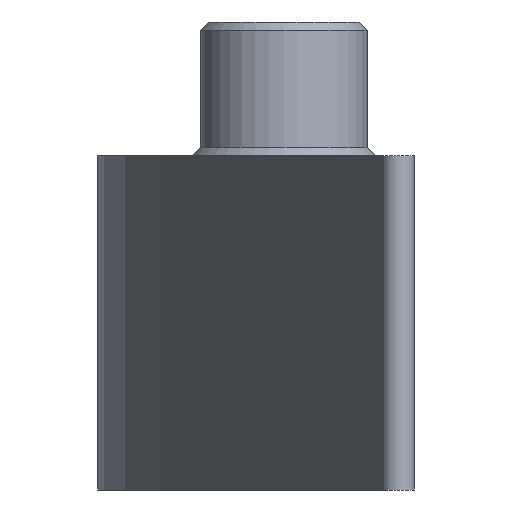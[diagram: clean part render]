
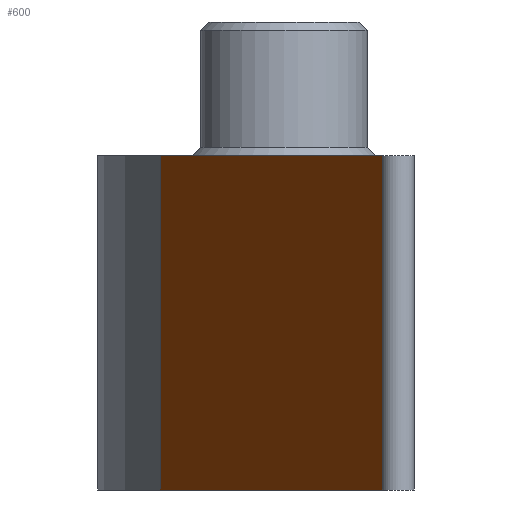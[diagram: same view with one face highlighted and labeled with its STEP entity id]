
A CAD part, left-side view. The second image highlights one B-rep face of the part: STEP entity #600.
In plain terms, the highlighted planar face has unit normal (-0.423, 0.906, 0).
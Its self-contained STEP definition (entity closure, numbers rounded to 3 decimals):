
#23=PLANE('',#688);
#68=FACE_OUTER_BOUND('',#108,.T.);
#108=EDGE_LOOP('',(#511,#512,#513,#514));
#131=LINE('',#948,#179);
#140=LINE('',#994,#188);
#156=LINE('',#1049,#204);
#158=LINE('',#1053,#206);
#179=VECTOR('',#749,10.);
#188=VECTOR('',#796,10.);
#204=VECTOR('',#854,20.);
#206=VECTOR('',#860,10.);
#275=VERTEX_POINT('',#945);
#276=VERTEX_POINT('',#947);
#293=VERTEX_POINT('',#991);
#294=VERTEX_POINT('',#993);
#334=EDGE_CURVE('',#275,#276,#131,.T.);
#356=EDGE_CURVE('',#294,#293,#140,.T.);
#384=EDGE_CURVE('',#294,#275,#156,.T.);
#386=EDGE_CURVE('',#276,#293,#158,.T.);
#511=ORIENTED_EDGE('',*,*,#384,.F.);
#512=ORIENTED_EDGE('',*,*,#356,.T.);
#513=ORIENTED_EDGE('',*,*,#386,.F.);
#514=ORIENTED_EDGE('',*,*,#334,.F.);
#600=ADVANCED_FACE('',(#68),#23,.T.);
#688=AXIS2_PLACEMENT_3D('',#1052,#858,#859);
#749=DIRECTION('',(-0.906,-0.423,0.));
#796=DIRECTION('',(-0.906,-0.423,0.));
#854=DIRECTION('',(0.,0.,1.));
#858=DIRECTION('center_axis',(-0.423,0.906,0.));
#859=DIRECTION('ref_axis',(-0.906,-0.423,0.));
#860=DIRECTION('',(0.,0.,-1.));
#945=CARTESIAN_POINT('',(-15.54,6.776,10.));
#947=CARTESIAN_POINT('',(-29.795,0.128,10.));
#948=CARTESIAN_POINT('',(-9.,9.825,10.));
#991=CARTESIAN_POINT('',(-29.795,0.128,0.));
#993=CARTESIAN_POINT('',(-15.54,6.776,0.));
#994=CARTESIAN_POINT('',(-9.,9.825,0.));
#1049=CARTESIAN_POINT('',(-15.54,6.776,0.));
#1052=CARTESIAN_POINT('Origin',(-9.,9.825,0.));
#1053=CARTESIAN_POINT('',(-29.795,0.128,0.));
